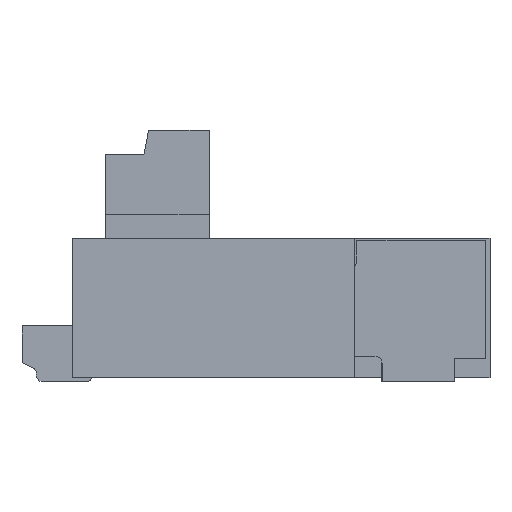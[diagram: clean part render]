
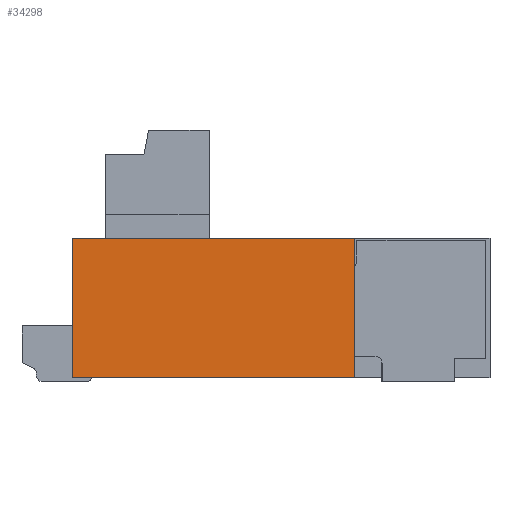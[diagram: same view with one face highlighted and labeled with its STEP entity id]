
A CAD part, front view. The second image highlights one B-rep face of the part: STEP entity #34298.
In plain terms, the highlighted planar face has unit normal (0, -1, 0).
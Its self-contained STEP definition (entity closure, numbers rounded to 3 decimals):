
#2725=FACE_OUTER_BOUND('',#4342,.T.);
#4342=EDGE_LOOP('',(#29336,#29337,#29338,#29339));
#8244=LINE('',#53190,#12741);
#8501=LINE('',#53697,#12998);
#8563=LINE('',#53796,#13060);
#8564=LINE('',#53798,#13061);
#12741=VECTOR('',#43563,1000.);
#12998=VECTOR('',#43870,1000.);
#13060=VECTOR('',#43986,1000.);
#13061=VECTOR('',#43989,1000.);
#16408=VERTEX_POINT('',#53187);
#16409=VERTEX_POINT('',#53189);
#16634=VERTEX_POINT('',#53695);
#16644=VERTEX_POINT('',#53794);
#20854=EDGE_CURVE('',#16409,#16408,#8244,.T.);
#21111=EDGE_CURVE('',#16408,#16634,#8501,.T.);
#21173=EDGE_CURVE('',#16644,#16634,#8563,.T.);
#21174=EDGE_CURVE('',#16409,#16644,#8564,.T.);
#29336=ORIENTED_EDGE('',*,*,#21111,.T.);
#29337=ORIENTED_EDGE('',*,*,#21173,.F.);
#29338=ORIENTED_EDGE('',*,*,#21174,.F.);
#29339=ORIENTED_EDGE('',*,*,#20854,.T.);
#32733=PLANE('',#36327);
#34298=ADVANCED_FACE('',(#2725),#32733,.F.);
#36327=AXIS2_PLACEMENT_3D('',#53797,#43987,#43988);
#43563=DIRECTION('',(0.,0.,-1.));
#43870=DIRECTION('',(1.,0.,0.));
#43986=DIRECTION('',(0.,0.,-1.));
#43987=DIRECTION('center_axis',(0.,1.,0.));
#43988=DIRECTION('ref_axis',(-1.,0.,0.));
#43989=DIRECTION('',(1.,0.,0.));
#53187=CARTESIAN_POINT('',(-1.275,-7.,0.03));
#53189=CARTESIAN_POINT('',(-1.275,-7.,1.));
#53190=CARTESIAN_POINT('',(-1.275,-7.,1.));
#53695=CARTESIAN_POINT('',(0.685,-7.,0.03));
#53697=CARTESIAN_POINT('',(-1.275,-7.,0.03));
#53794=CARTESIAN_POINT('',(0.685,-7.,1.));
#53796=CARTESIAN_POINT('',(0.685,-7.,1.));
#53797=CARTESIAN_POINT('Origin',(-1.275,-7.,1.));
#53798=CARTESIAN_POINT('',(-1.275,-7.,1.));
